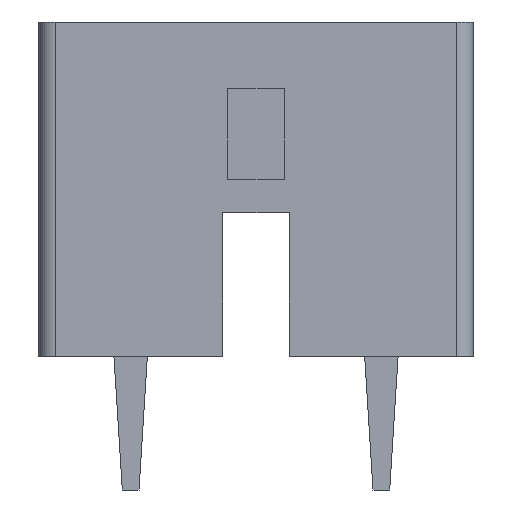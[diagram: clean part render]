
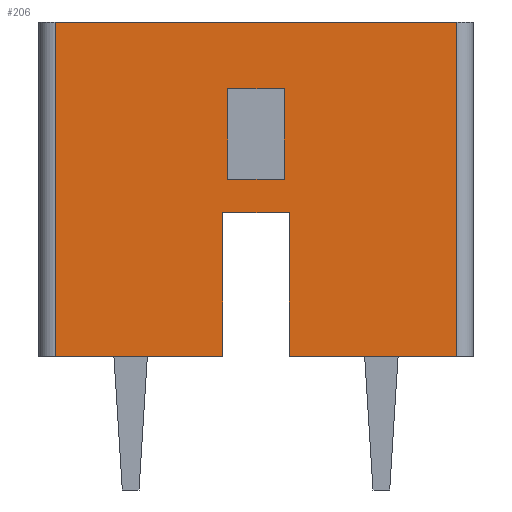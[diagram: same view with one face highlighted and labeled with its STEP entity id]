
A CAD part, left-side view. The second image highlights one B-rep face of the part: STEP entity #206.
In plain terms, the highlighted planar face has unit normal (-1, 0, 0).
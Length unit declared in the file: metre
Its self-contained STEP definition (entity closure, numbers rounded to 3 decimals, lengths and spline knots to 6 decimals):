
#206=ADVANCED_FACE('',(#575,#576),#577,.T.);
#575=FACE_BOUND('',#1130,.T.);
#576=FACE_OUTER_BOUND('',#1131,.T.);
#577=PLANE('',#1132);
#1130=EDGE_LOOP('',(#1699,#1700,#1701,#1702));
#1131=EDGE_LOOP('',(#1703,#1704,#1705,#1706,#1707,#1708,#1709,#1710));
#1132=AXIS2_PLACEMENT_3D('',#1711,#1712,#1713);
#1699=ORIENTED_EDGE('',*,*,#3279,.F.);
#1700=ORIENTED_EDGE('',*,*,#3280,.T.);
#1701=ORIENTED_EDGE('',*,*,#3281,.T.);
#1702=ORIENTED_EDGE('',*,*,#3259,.F.);
#1703=ORIENTED_EDGE('',*,*,#3282,.T.);
#1704=ORIENTED_EDGE('',*,*,#3283,.T.);
#1705=ORIENTED_EDGE('',*,*,#3284,.T.);
#1706=ORIENTED_EDGE('',*,*,#3285,.F.);
#1707=ORIENTED_EDGE('',*,*,#3286,.T.);
#1708=ORIENTED_EDGE('',*,*,#3287,.T.);
#1709=ORIENTED_EDGE('',*,*,#3288,.T.);
#1710=ORIENTED_EDGE('',*,*,#3289,.F.);
#1711=CARTESIAN_POINT('',(-0.0005,0.0001,-0.0097));
#1712=DIRECTION('',(-1.0,0.,0.0));
#1713=DIRECTION('',(0.,0.,-1.0));
#3259=EDGE_CURVE('',#3881,#3882,#3883,.T.);
#3279=EDGE_CURVE('',#3917,#3881,#3918,.T.);
#3280=EDGE_CURVE('',#3917,#3919,#3920,.T.);
#3281=EDGE_CURVE('',#3919,#3882,#3921,.T.);
#3282=EDGE_CURVE('',#3922,#3923,#3924,.T.);
#3283=EDGE_CURVE('',#3923,#3925,#3926,.T.);
#3284=EDGE_CURVE('',#3925,#3927,#3928,.T.);
#3285=EDGE_CURVE('',#3929,#3927,#3930,.T.);
#3286=EDGE_CURVE('',#3929,#3931,#3932,.T.);
#3287=EDGE_CURVE('',#3931,#3933,#3934,.T.);
#3288=EDGE_CURVE('',#3933,#3935,#3936,.T.);
#3289=EDGE_CURVE('',#3922,#3935,#3937,.T.);
#3881=VERTEX_POINT('',#4803);
#3882=VERTEX_POINT('',#4804);
#3883=LINE('',#4805,#4806);
#3917=VERTEX_POINT('',#4855);
#3918=LINE('',#4856,#4857);
#3919=VERTEX_POINT('',#4858);
#3920=LINE('',#4859,#4860);
#3921=LINE('',#4861,#4862);
#3922=VERTEX_POINT('',#4863);
#3923=VERTEX_POINT('',#4864);
#3924=LINE('',#4865,#4866);
#3925=VERTEX_POINT('',#4867);
#3926=LINE('',#4868,#4869);
#3927=VERTEX_POINT('',#4870);
#3928=LINE('',#4871,#4872);
#3929=VERTEX_POINT('',#4873);
#3930=LINE('',#4874,#4875);
#3931=VERTEX_POINT('',#4876);
#3932=LINE('',#4877,#4878);
#3933=VERTEX_POINT('',#4879);
#3934=LINE('',#4880,#4881);
#3935=VERTEX_POINT('',#4882);
#3936=LINE('',#4883,#4884);
#3937=LINE('',#4885,#4886);
#4803=CARTESIAN_POINT('',(-0.0005,0.00515,-0.002));
#4804=CARTESIAN_POINT('',(-0.0005,0.00685,-0.002));
#4805=CARTESIAN_POINT('',(-0.0005,0.0119,-0.002));
#4806=VECTOR('',#6160,1.0);
#4855=CARTESIAN_POINT('',(-0.0005,0.00515,-0.0047));
#4856=CARTESIAN_POINT('',(-0.0005,0.00515,-0.0047));
#4857=VECTOR('',#6176,1.0);
#4858=CARTESIAN_POINT('',(-0.0005,0.00685,-0.0047));
#4859=CARTESIAN_POINT('',(-0.0005,0.0001,-0.0047));
#4860=VECTOR('',#6177,1.0);
#4861=CARTESIAN_POINT('',(-0.0005,0.00685,-0.0047));
#4862=VECTOR('',#6178,1.0);
#4863=CARTESIAN_POINT('',(-0.0005,0.005,-0.01));
#4864=CARTESIAN_POINT('',(-0.0005,0.,-0.01));
#4865=CARTESIAN_POINT('',(-0.0005,0.0001,-0.01));
#4866=VECTOR('',#6179,1.0);
#4867=CARTESIAN_POINT('',(-0.0005,0.,0.0));
#4868=CARTESIAN_POINT('',(-0.0005,0.,-0.0047));
#4869=VECTOR('',#6180,1.0);
#4870=CARTESIAN_POINT('',(-0.0005,0.012,0.0));
#4871=CARTESIAN_POINT('',(-0.0005,0.0119,0.0));
#4872=VECTOR('',#6181,1.0);
#4873=CARTESIAN_POINT('',(-0.0005,0.012,-0.01));
#4874=CARTESIAN_POINT('',(-0.0005,0.012,-0.0047));
#4875=VECTOR('',#6182,1.0);
#4876=CARTESIAN_POINT('',(-0.0005,0.007,-0.01));
#4877=CARTESIAN_POINT('',(-0.0005,0.0001,-0.01));
#4878=VECTOR('',#6183,1.0);
#4879=CARTESIAN_POINT('',(-0.0005,0.007,-0.0057));
#4880=CARTESIAN_POINT('',(-0.0005,0.007,-0.0097));
#4881=VECTOR('',#6184,1.0);
#4882=CARTESIAN_POINT('',(-0.0005,0.005,-0.0057));
#4883=CARTESIAN_POINT('',(-0.0005,0.0001,-0.0057));
#4884=VECTOR('',#6185,1.0);
#4885=CARTESIAN_POINT('',(-0.0005,0.005,-0.0097));
#4886=VECTOR('',#6186,1.0);
#6160=DIRECTION('',(0.,1.0,0.0));
#6176=DIRECTION('',(0.0,0.0,1.0));
#6177=DIRECTION('',(0.,1.0,0.));
#6178=DIRECTION('',(0.0,0.0,1.0));
#6179=DIRECTION('',(0.,-1.0,0.));
#6180=DIRECTION('',(0.0,0.0,1.0));
#6181=DIRECTION('',(0.,1.0,0.0));
#6182=DIRECTION('',(0.0,0.0,1.0));
#6183=DIRECTION('',(0.,-1.0,0.));
#6184=DIRECTION('',(0.,0.,1.0));
#6185=DIRECTION('',(0.,-1.0,0.));
#6186=DIRECTION('',(0.,0.,1.0));
